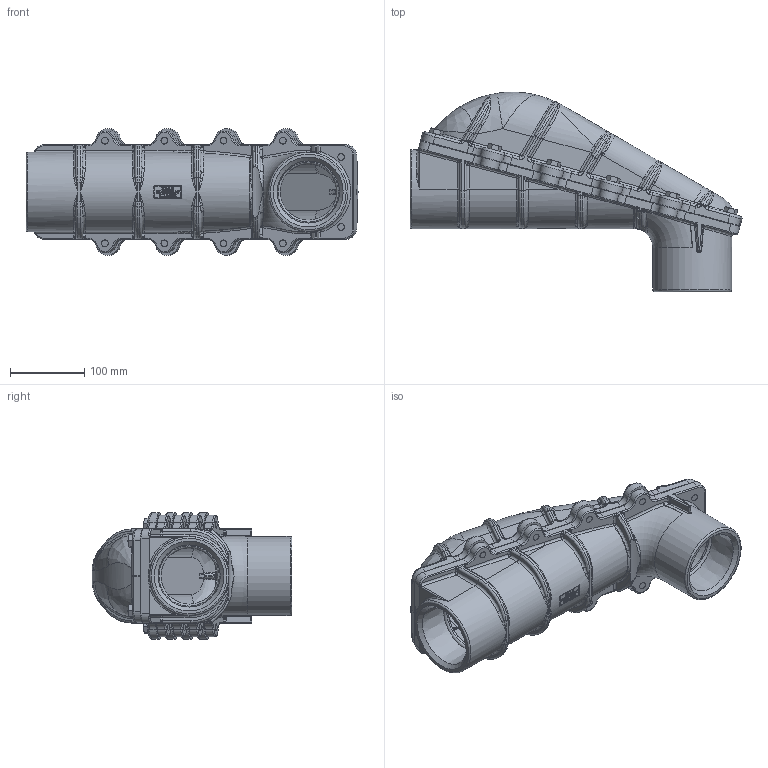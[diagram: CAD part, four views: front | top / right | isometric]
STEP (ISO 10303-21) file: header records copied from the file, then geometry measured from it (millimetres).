
FILE_DESCRIPTION(/* description */ (''),/* implementation_level */ '2;1');
FILE_NAME(/* name */ 'KIL_XALB-8.stp',/* time_stamp */ '2021-03-23T22:58:56+05:00',/* author */ ('lsugumaran'),/* organization */ (''),/* preprocessor_version */ 'ST-DEVELOPER v18',/* originating_system */ 'Autodesk Inventor 2020',/* authorisation */ '');
FILE_SCHEMA (('AUTOMOTIVE_DESIGN { 1 0 10303 214 3 1 1 }'));
Length unit declared in the file: inch
Products named in the file (4): XALB-7; 0240377-2; 0240376-2; ANSI B18.2.1 - 7/16-14 UNC - 1, HCSI
Assembly tree (14 placements, depth 2):
  XALB-7
    0240377-2
    0240376-2
    ANSI B18.2.1 - 7/16-14 UNC - 1, HCSI  x12
Bounding box: 446.2 x 268.46 x 169.86 mm (x, y, z)
Volume: 2106130.2 mm3; surface area: 507955.5 mm2
Topology: 14 solids, 14 shells, 3205 faces, 8257 edges, 5186 vertices
Faces by surface type: bspline 1423, plane 1003, cylinder 412, torus 215, cone 102, sphere 50
Full cylindrical faces by diameter (mm): 2.184 x2, 9.144 x12, 11.112 x12, 11.906 x12, 14.287 x12, 75.692 x2, 106.362 x2
Entity records: 142752 total; most frequent: CARTESIAN_POINT 79468, ORIENTED_EDGE 15336, DIRECTION 9132, EDGE_CURVE 7668, VERTEX_POINT 4856, EDGE_LOOP 3200, B_SPLINE_CURVE_WITH_KNOTS 3159, AXIS2_PLACEMENT_3D 3056
